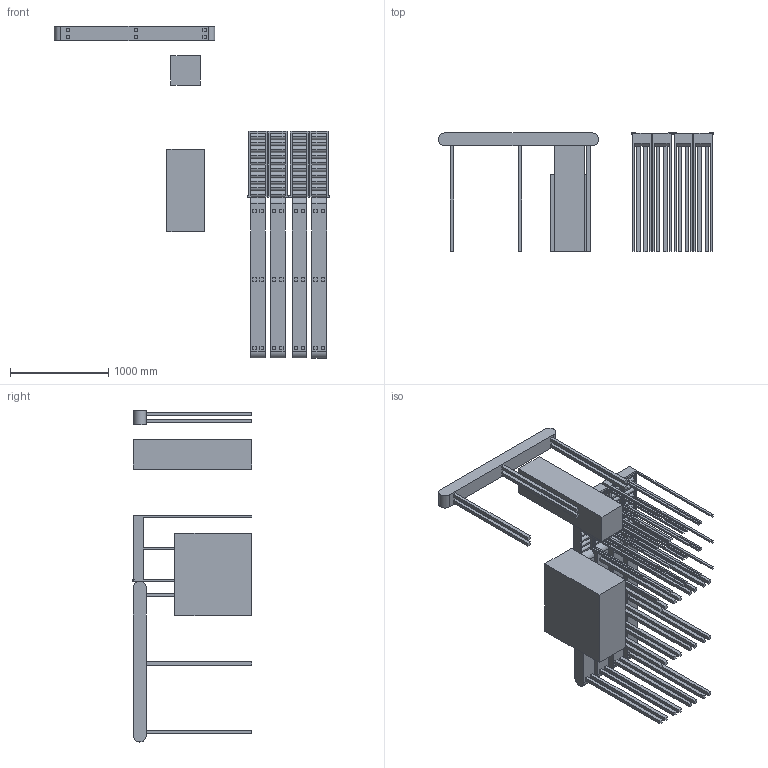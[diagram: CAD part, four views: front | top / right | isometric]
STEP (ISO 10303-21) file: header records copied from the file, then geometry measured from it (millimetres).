
FILE_DESCRIPTION (( 'STEP AP203' ), '1' );
FILE_NAME ('Cell Design without Robot.STEP', '2024-11-21T21:13:07', ( '' ), ( '' ), 'SwSTEP 2.0', 'SolidWorks 2024', '' );
FILE_SCHEMA (( 'CONFIG_CONTROL_DESIGN' ));
Length unit declared in the file: metre
Products named in the file (7): Rollers; Conveyor Belt V2; Working Table; Rollers(End); Stand; Cell Design without Robot; OMRON E3Z-R66_LOT 25814M
Assembly tree (15 placements, depth 2):
  Cell Design without Robot
    Stand
    Working Table
    Conveyor Belt V2  x5
    Rollers  x2
    OMRON E3Z-R66_LOT 25814M  x4
    Rollers(End)  x2
Bounding box: 2797.09 x 1210.6 x 3371 mm (x, y, z)
Volume: 594943134.8 mm3; surface area: 17828979.1 mm2
Topology: 15 solids, 15 shells, 2517 faces, 6543 edges, 4318 vertices
Faces by surface type: plane 1518, bspline 540, cylinder 407, torus 44, cone 8
Entity records: 29624 total; most frequent: CARTESIAN_POINT 12451, ORIENTED_EDGE 3566, DIRECTION 2891, EDGE_CURVE 1783, VECTOR 1237, LINE 1237, VERTEX_POINT 1175, AXIS2_PLACEMENT_3D 827
